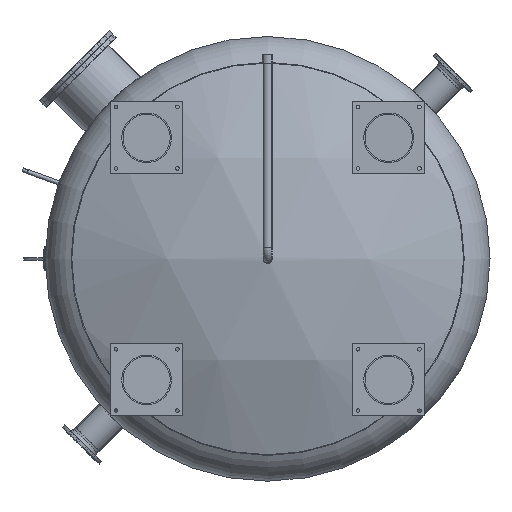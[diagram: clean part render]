
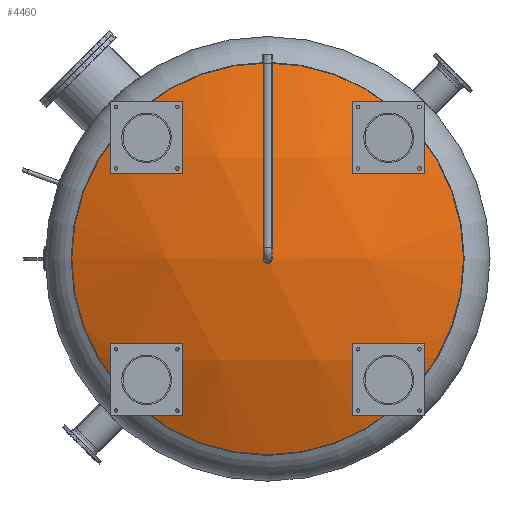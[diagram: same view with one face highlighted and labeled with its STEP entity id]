
A CAD part, front view. The second image highlights one B-rep face of the part: STEP entity #4460.
In plain terms, the highlighted spherical face has radius 2910.3 mm.
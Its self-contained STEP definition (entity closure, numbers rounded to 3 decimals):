
#401=FACE_BOUND('',#854,.T.);
#582=SPHERICAL_SURFACE('',#5223,2910.3);
#609=FACE_OUTER_BOUND('',#853,.T.);
#853=EDGE_LOOP('',(#3092,#3093));
#854=EDGE_LOOP('',(#3094));
#1747=CIRCLE('',#5214,30.15);
#1749=CIRCLE('',#5217,1281.982);
#1750=CIRCLE('',#5218,1281.982);
#2042=VERTEX_POINT('',#7281);
#2044=VERTEX_POINT('',#7287);
#2045=VERTEX_POINT('',#7288);
#2462=EDGE_CURVE('',#2042,#2042,#1747,.T.);
#2465=EDGE_CURVE('',#2044,#2045,#1749,.T.);
#2466=EDGE_CURVE('',#2045,#2044,#1750,.T.);
#3092=ORIENTED_EDGE('',*,*,#2465,.T.);
#3093=ORIENTED_EDGE('',*,*,#2466,.T.);
#3094=ORIENTED_EDGE('',*,*,#2462,.T.);
#4460=ADVANCED_FACE('',(#609,#401),#582,.T.);
#5214=AXIS2_PLACEMENT_3D('',#7282,#5852,#5853);
#5217=AXIS2_PLACEMENT_3D('',#7289,#5859,#5860);
#5218=AXIS2_PLACEMENT_3D('',#7290,#5861,#5862);
#5223=AXIS2_PLACEMENT_3D('',#7298,#5871,#5872);
#5852=DIRECTION('center_axis',(0.,-1.,0.));
#5853=DIRECTION('ref_axis',(1.,0.,0.));
#5859=DIRECTION('center_axis',(0.,1.,0.));
#5860=DIRECTION('ref_axis',(-1.,0.,0.));
#5861=DIRECTION('center_axis',(0.,1.,0.));
#5862=DIRECTION('ref_axis',(-1.,0.,0.));
#5871=DIRECTION('center_axis',(0.,0.,1.));
#5872=DIRECTION('ref_axis',(1.,0.,0.));
#7281=CARTESIAN_POINT('',(-30.15,607.807,0.));
#7282=CARTESIAN_POINT('Origin',(0.,607.807,0.));
#7287=CARTESIAN_POINT('',(-1281.982,310.396,0.));
#7288=CARTESIAN_POINT('',(0.,310.396,-1281.982));
#7289=CARTESIAN_POINT('Origin',(0.,310.396,
0.));
#7290=CARTESIAN_POINT('Origin',(0.,310.396,
0.));
#7298=CARTESIAN_POINT('Origin',(0.,-2302.337,0.));
